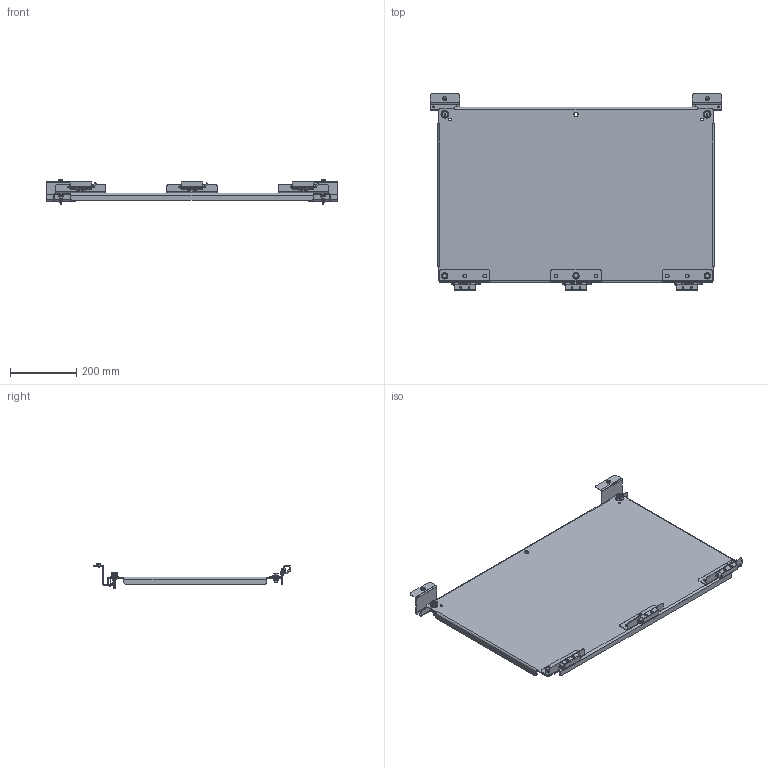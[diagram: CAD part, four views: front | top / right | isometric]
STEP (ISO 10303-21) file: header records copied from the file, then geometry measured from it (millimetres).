
FILE_DESCRIPTION (( 'STEP AP214' ), '1' );
FILE_NAME ('SCE-ELSP3.STEP', '2022-08-30T14:46:17', ( '' ), ( '' ), 'SwSTEP 2.0', 'SolidWorks 2021', '' );
FILE_SCHEMA (( 'AUTOMOTIVE_DESIGN' ));
Length unit declared in the file: inch
Products named in the file (1): SCE-ELSP3
Bounding box: 882.65 x 594.81 x 78.3 mm (x, y, z)
Volume: 1698187.6 mm3; surface area: 1140173.3 mm2
Topology: 74 solids, 74 shells, 1943 faces, 4900 edges, 2995 vertices
Faces by surface type: plane 940, cylinder 457, bspline 432, cone 109, torus 5
Full cylindrical faces by diameter (mm): 1.588 x2, 1.6 x2, 3.124 x4, 3.175 x2, 3.454 x2, 3.962 x3, 4.318 x2, 4.775 x6, 4.826 x18, 4.978 x9, 5.08 x6, 5.182 x4, 5.283 x6, 5.385 x2, 5.537 x10, 6.325 x10, 6.35 x10, 7.137 x4, 8.4 x2, 8.636 x8, 9.322 x3, 9.474 x9, 9.677 x4, 10.262 x2, 11.1 x2, 11.112 x8, 11.113 x1, 11.506 x2, 11.938 x4, 12.446 x2
Entity records: 100693 total; most frequent: CARTESIAN_POINT 34442, ORIENTED_EDGE 8764, DIRECTION 6746, EDGE_CURVE 4382, VERTEX_POINT 2905, AXIS2_PLACEMENT_3D 2500, EDGE_LOOP 2453, FACE_OUTER_BOUND 2143
